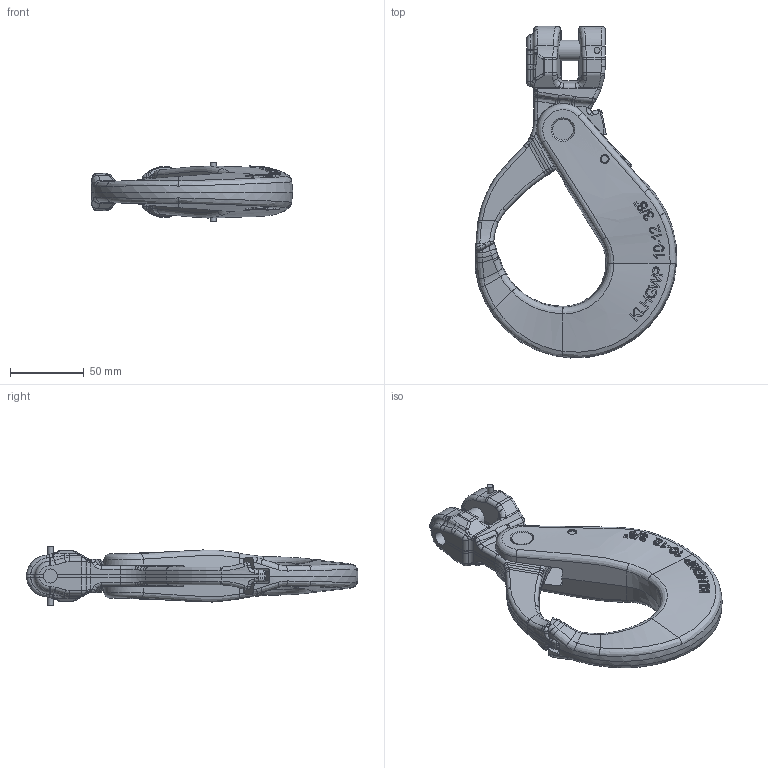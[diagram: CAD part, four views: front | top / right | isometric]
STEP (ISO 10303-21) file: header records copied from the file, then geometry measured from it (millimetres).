
FILE_DESCRIPTION(/* description */ (''),/* implementation_level */ '2;1');
FILE_NAME(/* name */ 'KLHGWP 10 assembly KU.stp',/* time_stamp */ '2022-06-03T16:51:23+02:00',/* author */ (''),/* organization */ (''),/* preprocessor_version */ 'ST-DEVELOPER v16',/* originating_system */ 'SIEMENS PLM Software NX 11.0',/* authorisation */ '');
FILE_SCHEMA (('AUTOMOTIVE_DESIGN { 1 0 10303 214 3 1 1 1 }'));
Products named in the file (1): baf33603309w7cc
Bounding box: 136.32 x 224.66 x 40 mm (x, y, z)
Volume: 317500.3 mm3; surface area: 64552.2 mm2
Topology: 7 solids, 7 shells, 1089 faces, 2730 edges, 1650 vertices
Faces by surface type: bspline 300, plane 254, cylinder 250, extrusion 145, torus 99, sphere 26, cone 15
Full cylindrical faces by diameter (mm): 3.5 x2, 4 x1, 5 x3, 5.4 x2, 9.5 x1, 14 x1, 14.05 x3, 14.25 x1, 14.3 x2
Entity records: 52105 total; most frequent: CARTESIAN_POINT 28834, ORIENTED_EDGE 5326, DIRECTION 4000, EDGE_CURVE 2663, VERTEX_POINT 1639, AXIS2_PLACEMENT_3D 1529, EDGE_LOOP 1164, B_SPLINE_CURVE_WITH_KNOTS 1125
